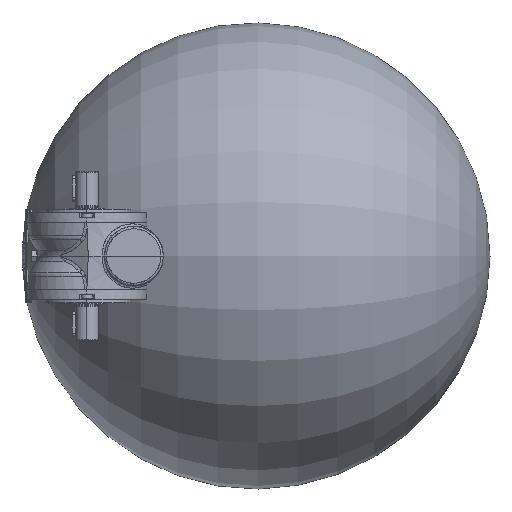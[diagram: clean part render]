
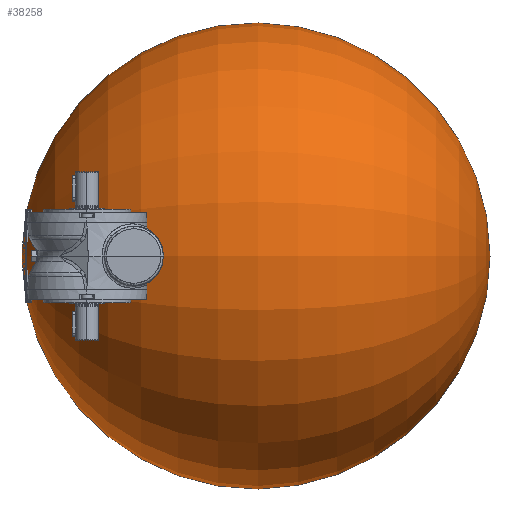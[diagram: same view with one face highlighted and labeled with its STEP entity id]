
A CAD part, left-side view. The second image highlights one B-rep face of the part: STEP entity #38258.
In plain terms, the highlighted toroidal (fillet/blend) face has major radius 0.472 mm and minor radius 200 mm.
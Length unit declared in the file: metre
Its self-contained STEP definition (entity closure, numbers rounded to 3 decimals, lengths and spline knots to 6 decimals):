
#26=VERTEX_LOOP('',#24492);
#40=DEGENERATE_TOROIDAL_SURFACE('',#49135,0.000472,0.2,.T.);
#932=B_SPLINE_CURVE_WITH_KNOTS('',3,(#76868,#76869,#76870,#76871,#76872,
#76873,#76874,#76875,#76876,#76877,#76878,#76879,#76880,#76881,#76882,#76883,
#76884,#76885),.UNSPECIFIED.,.F.,.F.,(4,2,2,2,2,2,2,2,4),(0.,0.001021,
0.002041,0.003062,0.004082,0.005103,
0.006124,0.007144,0.008165),
 .UNSPECIFIED.);
#937=B_SPLINE_CURVE_WITH_KNOTS('',3,(#76936,#76937,#76938,#76939,#76940,
#76941,#76942,#76943,#76944,#76945,#76946,#76947,#76948,#76949,#76950,#76951,
#76952,#76953),.UNSPECIFIED.,.F.,.F.,(4,2,2,2,2,2,2,2,4),(0.008165,
0.009186,0.010206,0.011227,0.012248,
0.013268,0.014289,0.01531,0.01633),
 .UNSPECIFIED.);
#2314=CIRCLE('',#48996,0.034986);
#11784=ORIENTED_EDGE('',*,*,#18742,.T.);
#11785=ORIENTED_EDGE('',*,*,#18747,.T.);
#11786=ORIENTED_EDGE('',*,*,#18727,.T.);
#18727=EDGE_CURVE('',#24398,#24399,#2314,.T.);
#18742=EDGE_CURVE('',#24399,#24411,#932,.T.);
#18747=EDGE_CURVE('',#24411,#24398,#937,.T.);
#24398=VERTEX_POINT('',#76781);
#24399=VERTEX_POINT('',#76782);
#24411=VERTEX_POINT('',#76886);
#24492=VERTEX_POINT('',#77806);
#33934=EDGE_LOOP('',(#11784,#11785,#11786));
#35814=FACE_BOUND('',#33934,.T.);
#35815=FACE_BOUND('',#26,.T.);
#38258=ADVANCED_FACE('',(#35814,#35815),#40,.T.);
#48996=AXIS2_PLACEMENT_3D('',#76780,#56367,#56368);
#49135=AXIS2_PLACEMENT_3D('',#77805,#56711,#56712);
#56367=DIRECTION('',(0.,0.,-1.));
#56368=DIRECTION('',(1.,0.,0.));
#56711=DIRECTION('',(0.,0.,1.));
#56712=DIRECTION('',(1.,0.,0.));
#76780=CARTESIAN_POINT('',(0.,0.,-0.0425));
#76781=CARTESIAN_POINT('',(0.034553,-0.005488,-0.0425));
#76782=CARTESIAN_POINT('',(0.034553,0.005488,-0.0425));
#76868=CARTESIAN_POINT('',(0.034553,0.005488,-0.0425));
#76869=CARTESIAN_POINT('',(0.034215,0.005455,-0.042559));
#76870=CARTESIAN_POINT('',(0.033886,0.005392,-0.042617));
#76871=CARTESIAN_POINT('',(0.03324,0.005206,-0.04273));
#76872=CARTESIAN_POINT('',(0.032922,0.005082,-0.042786));
#76873=CARTESIAN_POINT('',(0.03232,0.004781,-0.042892));
#76874=CARTESIAN_POINT('',(0.032034,0.004604,-0.042942));
#76875=CARTESIAN_POINT('',(0.031497,0.004199,-0.043036));
#76876=CARTESIAN_POINT('',(0.031243,0.003967,-0.04308));
#76877=CARTESIAN_POINT('',(0.030787,0.003468,-0.04316));
#76878=CARTESIAN_POINT('',(0.030583,0.003199,-0.043196));
#76879=CARTESIAN_POINT('',(0.030225,0.002623,-0.043258));
#76880=CARTESIAN_POINT('',(0.03007,0.002314,-0.043285));
#76881=CARTESIAN_POINT('',(0.029824,0.001681,-0.043328));
#76882=CARTESIAN_POINT('',(0.029731,0.001354,-0.043344));
#76883=CARTESIAN_POINT('',(0.029604,0.000679,-0.043367));
#76884=CARTESIAN_POINT('',(0.029573,0.000339,-0.043372));
#76885=CARTESIAN_POINT('',(0.029573,0.,-0.043372));
#76886=CARTESIAN_POINT('',(0.029573,0.,-0.043372));
#76936=CARTESIAN_POINT('',(0.029573,0.,-0.043372));
#76937=CARTESIAN_POINT('',(0.029573,-0.000339,-0.043372));
#76938=CARTESIAN_POINT('',(0.029604,-0.000681,-0.043367));
#76939=CARTESIAN_POINT('',(0.029731,-0.001355,-0.043344));
#76940=CARTESIAN_POINT('',(0.029824,-0.001681,-0.043328));
#76941=CARTESIAN_POINT('',(0.03007,-0.002313,-0.043285));
#76942=CARTESIAN_POINT('',(0.030224,-0.002622,-0.043258));
#76943=CARTESIAN_POINT('',(0.030583,-0.003199,-0.043196));
#76944=CARTESIAN_POINT('',(0.030786,-0.003468,-0.04316));
#76945=CARTESIAN_POINT('',(0.031242,-0.003967,-0.04308));
#76946=CARTESIAN_POINT('',(0.031497,-0.004199,-0.043036));
#76947=CARTESIAN_POINT('',(0.032034,-0.004604,-0.042942));
#76948=CARTESIAN_POINT('',(0.03232,-0.004781,-0.042892));
#76949=CARTESIAN_POINT('',(0.032924,-0.005083,-0.042786));
#76950=CARTESIAN_POINT('',(0.033241,-0.005206,-0.04273));
#76951=CARTESIAN_POINT('',(0.033886,-0.005392,-0.042617));
#76952=CARTESIAN_POINT('',(0.034215,-0.005455,-0.042559));
#76953=CARTESIAN_POINT('',(0.034553,-0.005488,-0.0425));
#77805=CARTESIAN_POINT('',(0.,0.,0.154499));
#77806=CARTESIAN_POINT('',(0.,0.,-0.0455));
